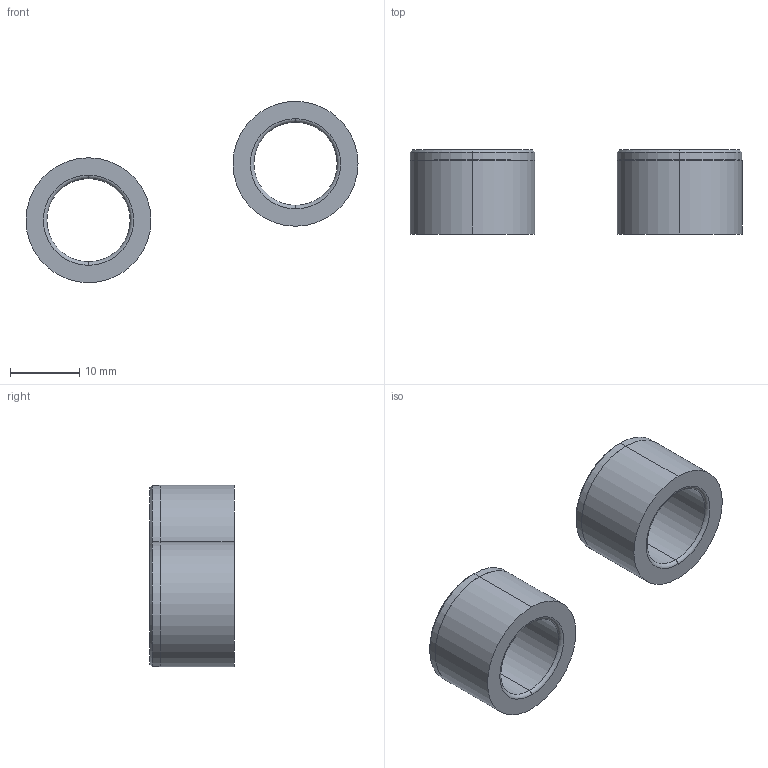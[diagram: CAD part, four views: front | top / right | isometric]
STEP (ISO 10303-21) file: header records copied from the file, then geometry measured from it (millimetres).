
FILE_DESCRIPTION (( 'STEP AP203' ), '1' );
FILE_NAME ('45070.STEP', '2020-03-20T18:15:33', ( 'Mike W' ), ( '' ), 'SwSTEP 2.0', 'SolidWorks 2018', '' );
FILE_SCHEMA (( 'CONFIG_CONTROL_DESIGN' ));
Length unit declared in the file: inch
Products named in the file (2): 45070; 450701_450701
Assembly tree (2 placements, depth 2):
  45070
    450701_450701  x2
Bounding box: 47.9 x 12.17 x 26.18 mm (x, y, z)
Volume: 3443.3 mm3; surface area: 2822.8 mm2
Topology: 2 solids, 2 shells, 30 faces, 60 edges, 36 vertices
Faces by surface type: cylinder 12, cone 8, plane 6, torus 4
Entity records: 632 total; most frequent: DIRECTION 90, CARTESIAN_POINT 68, ORIENTED_EDGE 60, AXIS2_PLACEMENT_3D 40, EDGE_CURVE 30, CIRCLE 20, EDGE_LOOP 18, PERSON_AND_ORGANIZATION 18
